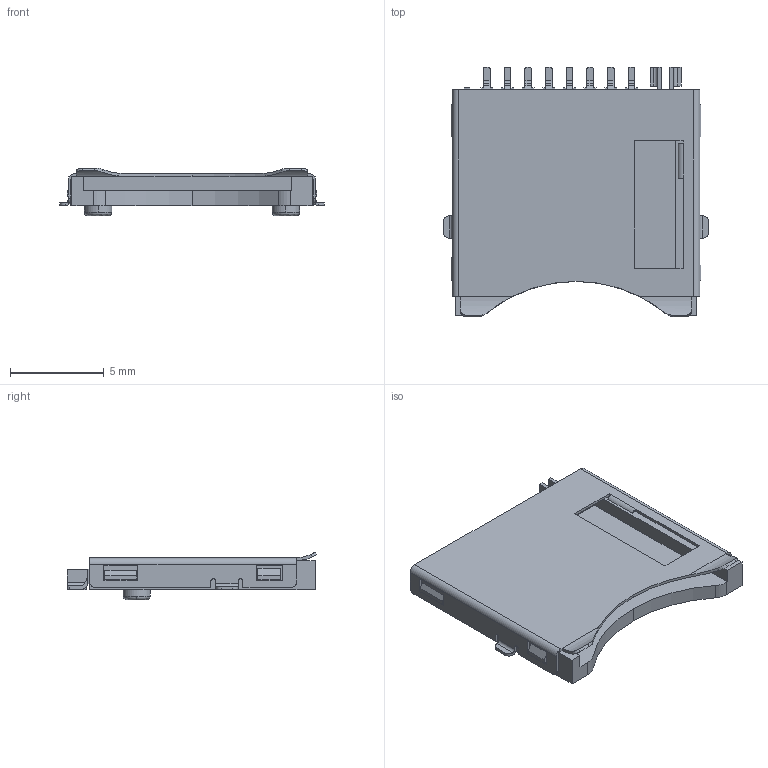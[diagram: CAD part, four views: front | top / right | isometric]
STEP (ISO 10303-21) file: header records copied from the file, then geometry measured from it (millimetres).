
FILE_DESCRIPTION(('FreeCAD Model'),'2;1');
FILE_NAME('microSD_HC_Attend_112I-TxAR-R.step','2019-11-23T22:41:49', ('kicad StepUp'),('ksu MCAD'),'Open CASCADE STEP processor 7.3', 'FreeCAD','Unknown');
FILE_SCHEMA(('AUTOMOTIVE_DESIGN { 1 0 10303 214 1 1 1 1 }'));
Length unit declared in the file: millimetre
Products named in the file (1): microSD_HC_Attend_112I-TxAR-R
Bounding box: 14.1 x 13.28 x 2.55 mm (x, y, z)
Volume: 172.8 mm3; surface area: 611.6 mm2
Topology: 1 solids, 1 shells, 373 faces, 1031 edges, 672 vertices
Faces by surface type: plane 274, cylinder 91, bspline 8
Entity records: 14577 total; most frequent: CARTESIAN_POINT 2311, ORIENTED_EDGE 2062, DIRECTION 1941, EDGE_CURVE 1031, LINE 809, VECTOR 809, VERTEX_POINT 672, AXIS2_PLACEMENT_3D 566
